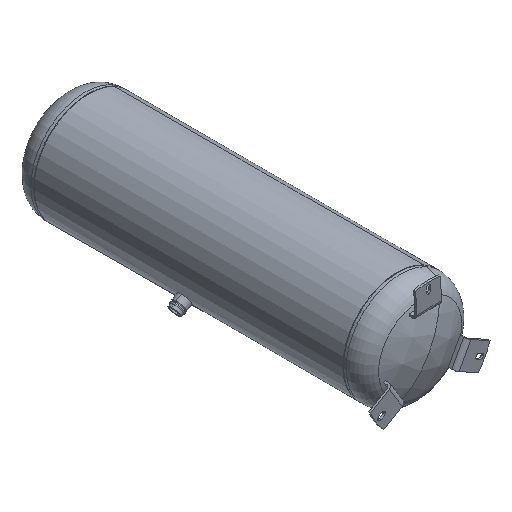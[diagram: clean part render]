
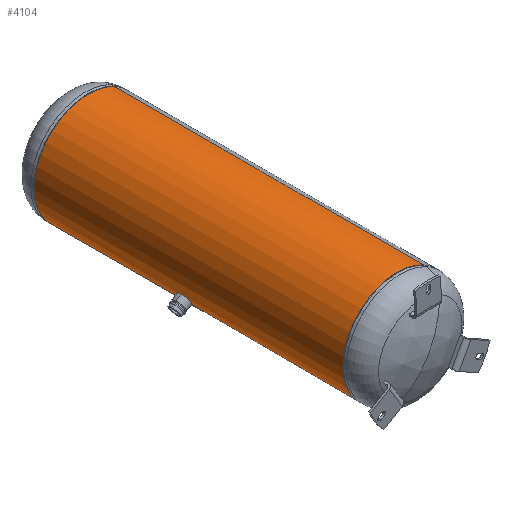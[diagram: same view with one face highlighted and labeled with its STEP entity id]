
A CAD part, isometric view. The second image highlights one B-rep face of the part: STEP entity #4104.
In plain terms, the highlighted cylindrical face has radius 109.5 mm (diameter 219 mm), a partial arc.
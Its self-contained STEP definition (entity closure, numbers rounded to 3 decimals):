
#2456=CARTESIAN_POINT('',(0.,-63.5,0.));
#2457=DIRECTION('',(0.,1.,0.));
#2458=DIRECTION('',(-1.,0.,0.));
#2459=AXIS2_PLACEMENT_3D('',#2456,#2457,#2458);
#3031=CARTESIAN_POINT('',(-99.265,-350.,46.225));
#3032=CARTESIAN_POINT('',(-99.265,-351.008,
46.225));
#3033=CARTESIAN_POINT('',(-99.13,-353.024,
46.517));
#3034=CARTESIAN_POINT('',(-98.53,-355.753,
47.782));
#3035=CARTESIAN_POINT('',(-97.563,-357.917,
49.736));
#3036=CARTESIAN_POINT('',(-96.292,-359.296,
52.162));
#3037=CARTESIAN_POINT('',(-94.82,-359.759,
54.795));
#3038=CARTESIAN_POINT('',(-93.278,-359.269,
57.379));
#3039=CARTESIAN_POINT('',(-91.826,-357.876,
59.668));
#3040=CARTESIAN_POINT('',(-90.631,-355.714,
61.461));
#3041=CARTESIAN_POINT('',(-89.846,-352.995,
62.596));
#3042=CARTESIAN_POINT('',(-89.665,-350.997,
62.853));
#3043=CARTESIAN_POINT('',(-89.665,-350.,62.853));
#3049=CARTESIAN_POINT('',(-89.665,-350.,62.853));
#3050=CARTESIAN_POINT('',(-89.665,-349.,
62.853));
#3051=CARTESIAN_POINT('',(-89.846,-346.995,
62.595));
#3052=CARTESIAN_POINT('',(-90.639,-344.262,
61.448));
#3053=CARTESIAN_POINT('',(-91.844,-342.098,
59.641));
#3054=CARTESIAN_POINT('',(-93.303,-340.715,
57.338));
#3055=CARTESIAN_POINT('',(-94.844,-340.242,
54.754));
#3056=CARTESIAN_POINT('',(-96.309,-340.716,
52.131));
#3057=CARTESIAN_POINT('',(-97.575,-342.101,
49.714));
#3058=CARTESIAN_POINT('',(-98.535,-344.265,
47.771));
#3059=CARTESIAN_POINT('',(-99.131,-346.987,
46.515));
#3060=CARTESIAN_POINT('',(-99.265,-348.996,
46.225));
#3061=CARTESIAN_POINT('',(-99.265,-350.,46.225));
#3063=DIRECTION('',(0.,-1.,0.));
#3064=VECTOR('',#3063,621.);
#3065=CARTESIAN_POINT('',(-109.5,-63.5,0.));
#3066=LINE('',#3065,#3064);
#3067=CARTESIAN_POINT('',(0.,-684.5,0.));
#3068=DIRECTION('',(0.,-1.,0.));
#3069=DIRECTION('',(1.,0.,0.));
#3070=AXIS2_PLACEMENT_3D('',#3067,#3068,#3069);
#3087=DIRECTION('',(0.,-1.,0.));
#3088=VECTOR('',#3087,621.);
#3089=CARTESIAN_POINT('',(109.5,-63.5,0.));
#3090=LINE('',#3089,#3088);
#3224=VERTEX_POINT('',#3031);
#3225=VERTEX_POINT('',#3043);
#3230=CARTESIAN_POINT('',(-109.5,-63.5,0.));
#3232=VERTEX_POINT('',#3230);
#3278=CARTESIAN_POINT('',(109.5,-63.5,0.));
#3280=VERTEX_POINT('',#3278);
#3301=CARTESIAN_POINT('',(-109.5,-684.5,0.));
#3302=VERTEX_POINT('',#3301);
#3315=CARTESIAN_POINT('',(109.5,-684.5,0.));
#3316=VERTEX_POINT('',#3315);
#4086=CARTESIAN_POINT('',(0.,0.,0.));
#4087=DIRECTION('',(0.,1.,0.));
#4088=DIRECTION('',(-1.,0.,0.));
#4089=AXIS2_PLACEMENT_3D('',#4086,#4087,#4088);
#4090=CYLINDRICAL_SURFACE('',#4089,109.5);
#4092=ORIENTED_EDGE('',*,*,#4091,.T.);
#4094=ORIENTED_EDGE('',*,*,#4093,.F.);
#4095=ORIENTED_EDGE('',*,*,#3352,.T.);
#4097=ORIENTED_EDGE('',*,*,#4096,.T.);
#4098=EDGE_LOOP('',(#4092,#4094,#4095,#4097));
#4099=FACE_OUTER_BOUND('',#4098,.F.);
#4100=ORIENTED_EDGE('',*,*,#4066,.T.);
#4101=ORIENTED_EDGE('',*,*,#4079,.T.);
#4102=EDGE_LOOP('',(#4100,#4101));
#4103=FACE_BOUND('',#4102,.F.);
#4104=ADVANCED_FACE('',(#4099,#4103),#4090,.T.);
#2460=CIRCLE('',#2459,109.5);
#3044=B_SPLINE_CURVE_WITH_KNOTS('',3,(#3031,#3032,#3033,#3034,#3035,#3036,#3037,
#3038,#3039,#3040,#3041,#3042,#3043),.UNSPECIFIED.,.F.,.F.,(4,1,1,1,1,1,1,1,1,1,
4),(0.,0.1,0.2,0.3,0.4,0.5,0.6,0.7,0.8,0.9,1.),
.UNSPECIFIED.);
#3062=B_SPLINE_CURVE_WITH_KNOTS('',3,(#3049,#3050,#3051,#3052,#3053,#3054,#3055,
#3056,#3057,#3058,#3059,#3060,#3061),.UNSPECIFIED.,.F.,.F.,(4,1,1,1,1,1,1,1,1,1,
4),(0.,0.1,0.2,0.3,0.4,0.5,0.6,0.7,0.8,0.9,1.),
.UNSPECIFIED.);
#3071=CIRCLE('',#3070,109.5);
#3352=EDGE_CURVE('',#3232,#3280,#2460,.T.);
#4066=EDGE_CURVE('',#3224,#3225,#3044,.T.);
#4079=EDGE_CURVE('',#3225,#3224,#3062,.T.);
#4091=EDGE_CURVE('',#3316,#3302,#3071,.T.);
#4093=EDGE_CURVE('',#3232,#3302,#3066,.T.);
#4096=EDGE_CURVE('',#3280,#3316,#3090,.T.);
